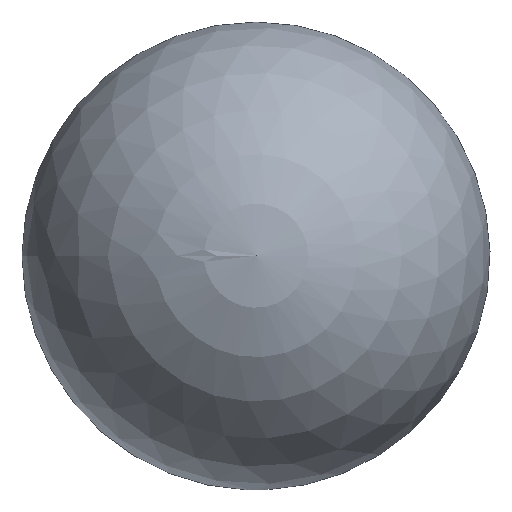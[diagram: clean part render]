
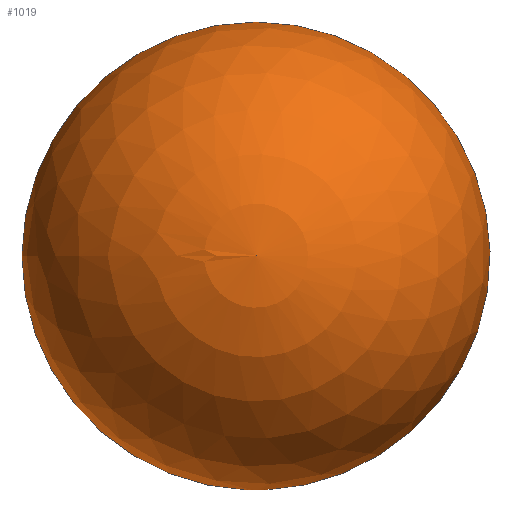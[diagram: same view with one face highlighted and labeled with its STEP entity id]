
A CAD part, top view. The second image highlights one B-rep face of the part: STEP entity #1019.
In plain terms, the highlighted spherical face has radius 125 mm.
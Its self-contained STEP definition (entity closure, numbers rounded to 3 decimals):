
#260 = CIRCLE ( 'NONE', #5374, 125. ) ;
#331 = ORIENTED_EDGE ( 'NONE', *, *, #7717, .T. ) ;
#820 = EDGE_CURVE ( 'NONE', #1264, #1812, #6836, .T. ) ;
#1019 = ADVANCED_FACE ( 'NONE', ( #1495 ), #4035, .T. ) ;
#1098 = CARTESIAN_POINT ( 'NONE',  ( 0., -124.91, 0. ) ) ;
#1264 = VERTEX_POINT ( 'NONE', #7554 ) ;
#1364 = AXIS2_PLACEMENT_3D ( 'NONE', #10638, #4963, #5919 ) ;
#1495 = FACE_OUTER_BOUND ( 'NONE', #9460, .T. ) ;
#1791 = DIRECTION ( 'NONE',  ( 0., 0., 1. ) ) ;
#1812 = VERTEX_POINT ( 'NONE', #8430 ) ;
#2513 = CARTESIAN_POINT ( 'NONE',  ( 0., 125., 0. ) ) ;
#2813 = DIRECTION ( 'NONE',  ( 0., 0., -1. ) ) ;
#2846 = DIRECTION ( 'NONE',  ( 0., 0., 1. ) ) ;
#3464 = VERTEX_POINT ( 'NONE', #2513 ) ;
#3718 = CIRCLE ( 'NONE', #12254, 125. ) ;
#4035 = SPHERICAL_SURFACE ( 'NONE', #1364, 125. ) ;
#4490 = CARTESIAN_POINT ( 'NONE',  ( 0., 0., 0. ) ) ;
#4685 = CIRCLE ( 'NONE', #10876, 4.749 ) ;
#4791 = AXIS2_PLACEMENT_3D ( 'NONE', #1098, #5668, #2846 ) ;
#4963 = DIRECTION ( 'NONE',  ( 0., 0., -1. ) ) ;
#5269 = ORIENTED_EDGE ( 'NONE', *, *, #820, .T. ) ;
#5374 = AXIS2_PLACEMENT_3D ( 'NONE', #4490, #1791, #8395 ) ;
#5558 = DIRECTION ( 'NONE',  ( 0., 1., 0. ) ) ;
#5668 = DIRECTION ( 'NONE',  ( 0., 1., 0. ) ) ;
#5919 = DIRECTION ( 'NONE',  ( -1., 0., 0. ) ) ;
#6413 = EDGE_CURVE ( 'NONE', #3464, #1264, #260, .T. ) ;
#6529 = CARTESIAN_POINT ( 'NONE',  ( 4.749, -124.91, 0. ) ) ;
#6836 = CIRCLE ( 'NONE', #4791, 4.749 ) ;
#7554 = CARTESIAN_POINT ( 'NONE',  ( -4.749, -124.91, 0. ) ) ;
#7717 = EDGE_CURVE ( 'NONE', #1812, #8250, #4685, .T. ) ;
#8250 = VERTEX_POINT ( 'NONE', #6529 ) ;
#8300 = ORIENTED_EDGE ( 'NONE', *, *, #10973, .F. ) ;
#8395 = DIRECTION ( 'NONE',  ( 1., 0., 0. ) ) ;
#8430 = CARTESIAN_POINT ( 'NONE',  ( 0., -124.91, 4.749 ) ) ;
#8481 = CARTESIAN_POINT ( 'NONE',  ( 0., 0., 0. ) ) ;
#9453 = DIRECTION ( 'NONE',  ( -1., 0., 0. ) ) ;
#9460 = EDGE_LOOP ( 'NONE', ( #8300, #9599, #5269, #331 ) ) ;
#9599 = ORIENTED_EDGE ( 'NONE', *, *, #6413, .T. ) ;
#10638 = CARTESIAN_POINT ( 'NONE',  ( 0., 0., 0. ) ) ;
#10876 = AXIS2_PLACEMENT_3D ( 'NONE', #11219, #5558, #12218 ) ;
#10973 = EDGE_CURVE ( 'NONE', #3464, #8250, #3718, .T. ) ;
#11219 = CARTESIAN_POINT ( 'NONE',  ( 0., -124.91, 0. ) ) ;
#12218 = DIRECTION ( 'NONE',  ( 0., 0., 1. ) ) ;
#12254 = AXIS2_PLACEMENT_3D ( 'NONE', #8481, #2813, #9453 ) ;
